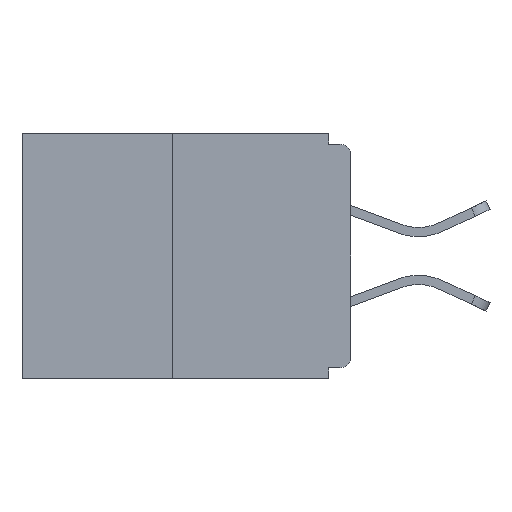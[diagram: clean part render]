
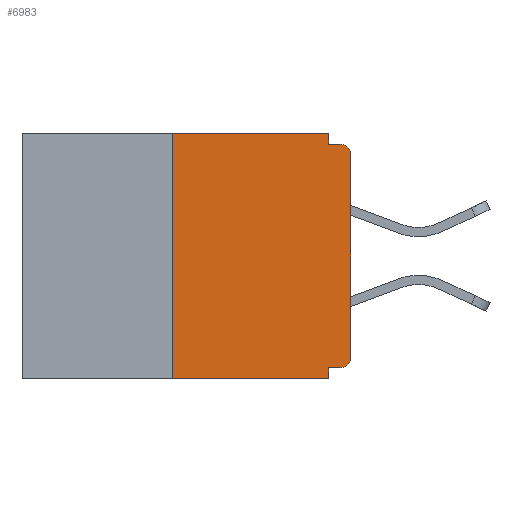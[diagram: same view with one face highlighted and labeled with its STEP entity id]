
A CAD part, left-side view. The second image highlights one B-rep face of the part: STEP entity #6983.
In plain terms, the highlighted planar face has unit normal (-1, 0, 0).
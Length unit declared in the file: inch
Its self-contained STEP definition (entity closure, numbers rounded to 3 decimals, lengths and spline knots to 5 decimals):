
#54 = EDGE_CURVE ( 'NONE', #2725, #10833, #9268, .T. ) ;
#64 = EDGE_CURVE ( 'NONE', #5419, #622, #3956, .T. ) ;
#172 = DIRECTION ( 'NONE',  ( 0., 0., 1. ) ) ;
#548 = VERTEX_POINT ( 'NONE', #12020 ) ;
#582 = AXIS2_PLACEMENT_3D ( 'NONE', #12889, #5852, #9367 ) ;
#622 = VERTEX_POINT ( 'NONE', #866 ) ;
#866 = CARTESIAN_POINT ( 'NONE',  ( 0., 0.031, -0.343 ) ) ;
#974 = VERTEX_POINT ( 'NONE', #10190 ) ;
#997 = VERTEX_POINT ( 'NONE', #12741 ) ;
#1025 = DIRECTION ( 'NONE',  ( 0., 0., 1. ) ) ;
#1179 = EDGE_CURVE ( 'NONE', #12423, #6357, #11062, .T. ) ;
#1288 = DIRECTION ( 'NONE',  ( -1., 0., 0. ) ) ;
#1405 = CIRCLE ( 'NONE', #12154, 0.015 ) ;
#1480 = CARTESIAN_POINT ( 'NONE',  ( 0., 0.031, 0. ) ) ;
#1681 = VECTOR ( 'NONE', #4926, 39.37008 ) ;
#1781 = LINE ( 'NONE', #14243, #10599 ) ;
#1852 = EDGE_LOOP ( 'NONE', ( #14511, #4442, #10174, #10692, #6647, #12951, #9942, #14372, #9738, #4443 ) ) ;
#1873 = EDGE_CURVE ( 'NONE', #10833, #12423, #14528, .T. ) ;
#2170 = CARTESIAN_POINT ( 'NONE',  ( 0., 0.25, -0.343 ) ) ;
#2407 = CARTESIAN_POINT ( 'NONE',  ( 0., 0., -0.015 ) ) ;
#2725 = VERTEX_POINT ( 'NONE', #2170 ) ;
#3214 = VECTOR ( 'NONE', #8437, 39.37008 ) ;
#3297 = EDGE_CURVE ( 'NONE', #548, #974, #4032, .T. ) ;
#3784 = CARTESIAN_POINT ( 'NONE',  ( 0., 0., -0.328 ) ) ;
#3813 = PLANE ( 'NONE',  #4132 ) ;
#3956 = LINE ( 'NONE', #4621, #6711 ) ;
#4032 = CIRCLE ( 'NONE', #582, 0.015 ) ;
#4132 = AXIS2_PLACEMENT_3D ( 'NONE', #5014, #12092, #13161 ) ;
#4351 = CARTESIAN_POINT ( 'NONE',  ( 0., 0.031, -0.015 ) ) ;
#4442 = ORIENTED_EDGE ( 'NONE', *, *, #54, .F. ) ;
#4443 = ORIENTED_EDGE ( 'NONE', *, *, #1179, .F. ) ;
#4621 = CARTESIAN_POINT ( 'NONE',  ( 0., 0.031, -0.343 ) ) ;
#4926 = DIRECTION ( 'NONE',  ( 0., 1., 0. ) ) ;
#5014 = CARTESIAN_POINT ( 'NONE',  ( 0., 0.46, 0. ) ) ;
#5312 = EDGE_CURVE ( 'NONE', #997, #14220, #1405, .T. ) ;
#5419 = VERTEX_POINT ( 'NONE', #9351 ) ;
#5676 = CARTESIAN_POINT ( 'NONE',  ( 0., 0.015, -0.313 ) ) ;
#5852 = DIRECTION ( 'NONE',  ( -1., 0., 0. ) ) ;
#6161 = DIRECTION ( 'NONE',  ( 0., 0., -1. ) ) ;
#6357 = VERTEX_POINT ( 'NONE', #4351 ) ;
#6647 = ORIENTED_EDGE ( 'NONE', *, *, #8150, .F. ) ;
#6711 = VECTOR ( 'NONE', #8178, 39.37008 ) ;
#6983 = ADVANCED_FACE ( 'NONE', ( #14182 ), #3813, .F. ) ;
#7007 = CARTESIAN_POINT ( 'NONE',  ( 0., 0.46, 0. ) ) ;
#7616 = VECTOR ( 'NONE', #1025, 39.37008 ) ;
#7808 = VECTOR ( 'NONE', #14082, 39.37008 ) ;
#8136 = VECTOR ( 'NONE', #6161, 39.37008 ) ;
#8150 = EDGE_CURVE ( 'NONE', #997, #5419, #12121, .T. ) ;
#8178 = DIRECTION ( 'NONE',  ( 0., 0., -1. ) ) ;
#8437 = DIRECTION ( 'NONE',  ( 0., -1., 0. ) ) ;
#9268 = LINE ( 'NONE', #9309, #7616 ) ;
#9309 = CARTESIAN_POINT ( 'NONE',  ( 0., 0.25, 0. ) ) ;
#9351 = CARTESIAN_POINT ( 'NONE',  ( 0., 0.031, -0.328 ) ) ;
#9367 = DIRECTION ( 'NONE',  ( 0., 0., -1. ) ) ;
#9738 = ORIENTED_EDGE ( 'NONE', *, *, #13964, .F. ) ;
#9942 = ORIENTED_EDGE ( 'NONE', *, *, #12496, .T. ) ;
#10174 = ORIENTED_EDGE ( 'NONE', *, *, #14206, .T. ) ;
#10190 = CARTESIAN_POINT ( 'NONE',  ( 0., 0.015, -0.015 ) ) ;
#10522 = DIRECTION ( 'NONE',  ( 0., -1., 0. ) ) ;
#10599 = VECTOR ( 'NONE', #172, 39.37008 ) ;
#10692 = ORIENTED_EDGE ( 'NONE', *, *, #64, .F. ) ;
#10833 = VERTEX_POINT ( 'NONE', #14992 ) ;
#11062 = LINE ( 'NONE', #14355, #8136 ) ;
#11086 = LINE ( 'NONE', #2407, #7808 ) ;
#11918 = CARTESIAN_POINT ( 'NONE',  ( 0., 0.46, -0.343 ) ) ;
#12020 = CARTESIAN_POINT ( 'NONE',  ( 0., 0., -0.03 ) ) ;
#12092 = DIRECTION ( 'NONE',  ( 1., 0., 0. ) ) ;
#12121 = LINE ( 'NONE', #3784, #1681 ) ;
#12154 = AXIS2_PLACEMENT_3D ( 'NONE', #5676, #1288, #15136 ) ;
#12423 = VERTEX_POINT ( 'NONE', #1480 ) ;
#12496 = EDGE_CURVE ( 'NONE', #14220, #548, #1781, .T. ) ;
#12741 = CARTESIAN_POINT ( 'NONE',  ( 0., 0.015, -0.328 ) ) ;
#12881 = VECTOR ( 'NONE', #10522, 39.37008 ) ;
#12889 = CARTESIAN_POINT ( 'NONE',  ( 0., 0.015, -0.03 ) ) ;
#12951 = ORIENTED_EDGE ( 'NONE', *, *, #5312, .T. ) ;
#13161 = DIRECTION ( 'NONE',  ( 0., 0., -1. ) ) ;
#13964 = EDGE_CURVE ( 'NONE', #6357, #974, #11086, .T. ) ;
#14020 = LINE ( 'NONE', #11918, #3214 ) ;
#14082 = DIRECTION ( 'NONE',  ( 0., -1., 0. ) ) ;
#14182 = FACE_OUTER_BOUND ( 'NONE', #1852, .T. ) ;
#14206 = EDGE_CURVE ( 'NONE', #2725, #622, #14020, .T. ) ;
#14220 = VERTEX_POINT ( 'NONE', #14484 ) ;
#14243 = CARTESIAN_POINT ( 'NONE',  ( 0., 0., 0. ) ) ;
#14355 = CARTESIAN_POINT ( 'NONE',  ( 0., 0.031, 0. ) ) ;
#14372 = ORIENTED_EDGE ( 'NONE', *, *, #3297, .T. ) ;
#14484 = CARTESIAN_POINT ( 'NONE',  ( 0., 0., -0.313 ) ) ;
#14511 = ORIENTED_EDGE ( 'NONE', *, *, #1873, .F. ) ;
#14528 = LINE ( 'NONE', #7007, #12881 ) ;
#14992 = CARTESIAN_POINT ( 'NONE',  ( 0., 0.25, 0. ) ) ;
#15136 = DIRECTION ( 'NONE',  ( 0., 0., -1. ) ) ;
